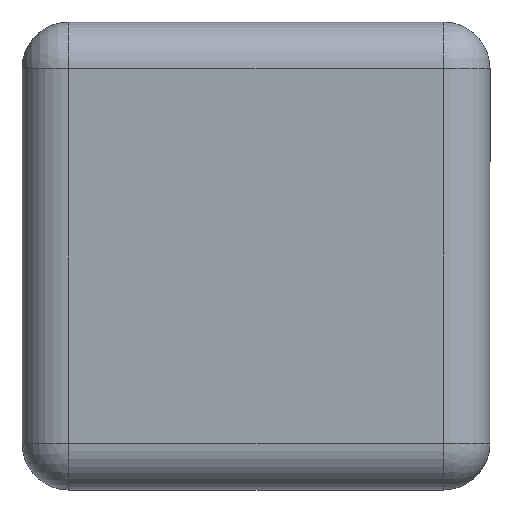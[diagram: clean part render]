
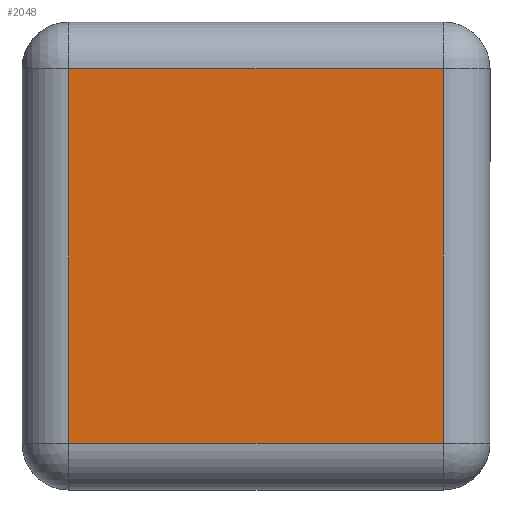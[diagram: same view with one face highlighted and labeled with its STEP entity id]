
A CAD part, left-side view. The second image highlights one B-rep face of the part: STEP entity #2048.
In plain terms, the highlighted planar face has unit normal (-1, 0, 0).
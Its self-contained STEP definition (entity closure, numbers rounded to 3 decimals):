
#36 = CARTESIAN_POINT ( 'NONE',  ( -0.5, 0.2, -0.2 ) ) ;
#139 = EDGE_CURVE ( 'NONE', #2079, #1290, #290, .T. ) ;
#209 = EDGE_CURVE ( 'NONE', #1358, #2079, #211, .T. ) ;
#211 = LINE ( 'NONE', #1247, #1482 ) ;
#290 = LINE ( 'NONE', #889, #1484 ) ;
#352 = VECTOR ( 'NONE', #2671, 1000. ) ;
#570 = ORIENTED_EDGE ( 'NONE', *, *, #1471, .T. ) ;
#634 = DIRECTION ( 'NONE',  ( 0., 0., 1. ) ) ;
#711 = CARTESIAN_POINT ( 'NONE',  ( -0.5, 0.2, 0.2 ) ) ;
#745 = ORIENTED_EDGE ( 'NONE', *, *, #209, .T. ) ;
#775 = CARTESIAN_POINT ( 'NONE',  ( -0.5, 0., 0.2 ) ) ;
#887 = EDGE_CURVE ( 'NONE', #1290, #1168, #2411, .T. ) ;
#889 = CARTESIAN_POINT ( 'NONE',  ( -0.5, 0., -0.2 ) ) ;
#956 = DIRECTION ( 'NONE',  ( 0., 0., -1. ) ) ;
#987 = LINE ( 'NONE', #775, #352 ) ;
#1153 = CARTESIAN_POINT ( 'NONE',  ( -0.5, -0.2, 0.2 ) ) ;
#1168 = VERTEX_POINT ( 'NONE', #1153 ) ;
#1247 = CARTESIAN_POINT ( 'NONE',  ( -0.5, 0.2, 0. ) ) ;
#1268 = ORIENTED_EDGE ( 'NONE', *, *, #139, .T. ) ;
#1290 = VERTEX_POINT ( 'NONE', #2125 ) ;
#1358 = VERTEX_POINT ( 'NONE', #2143 ) ;
#1471 = EDGE_CURVE ( 'NONE', #1168, #1358, #987, .T. ) ;
#1482 = VECTOR ( 'NONE', #2918, 1000. ) ;
#1484 = VECTOR ( 'NONE', #2790, 1000. ) ;
#1561 = FACE_OUTER_BOUND ( 'NONE', #1599, .T. ) ;
#1599 = EDGE_LOOP ( 'NONE', ( #745, #1268, #2427, #570 ) ) ;
#1770 = VECTOR ( 'NONE', #634, 1000. ) ;
#1937 = AXIS2_PLACEMENT_3D ( 'NONE', #711, #2364, #956 ) ;
#2041 = CARTESIAN_POINT ( 'NONE',  ( -0.5, -0.2, 0. ) ) ;
#2048 = ADVANCED_FACE ( 'NONE', ( #1561 ), #2849, .T. ) ;
#2079 = VERTEX_POINT ( 'NONE', #36 ) ;
#2125 = CARTESIAN_POINT ( 'NONE',  ( -0.5, -0.2, -0.2 ) ) ;
#2143 = CARTESIAN_POINT ( 'NONE',  ( -0.5, 0.2, 0.2 ) ) ;
#2364 = DIRECTION ( 'NONE',  ( -1., 0., 0. ) ) ;
#2411 = LINE ( 'NONE', #2041, #1770 ) ;
#2427 = ORIENTED_EDGE ( 'NONE', *, *, #887, .T. ) ;
#2671 = DIRECTION ( 'NONE',  ( 0., 1., 0. ) ) ;
#2790 = DIRECTION ( 'NONE',  ( 0., -1., 0. ) ) ;
#2849 = PLANE ( 'NONE',  #1937 ) ;
#2918 = DIRECTION ( 'NONE',  ( 0., 0., -1. ) ) ;
